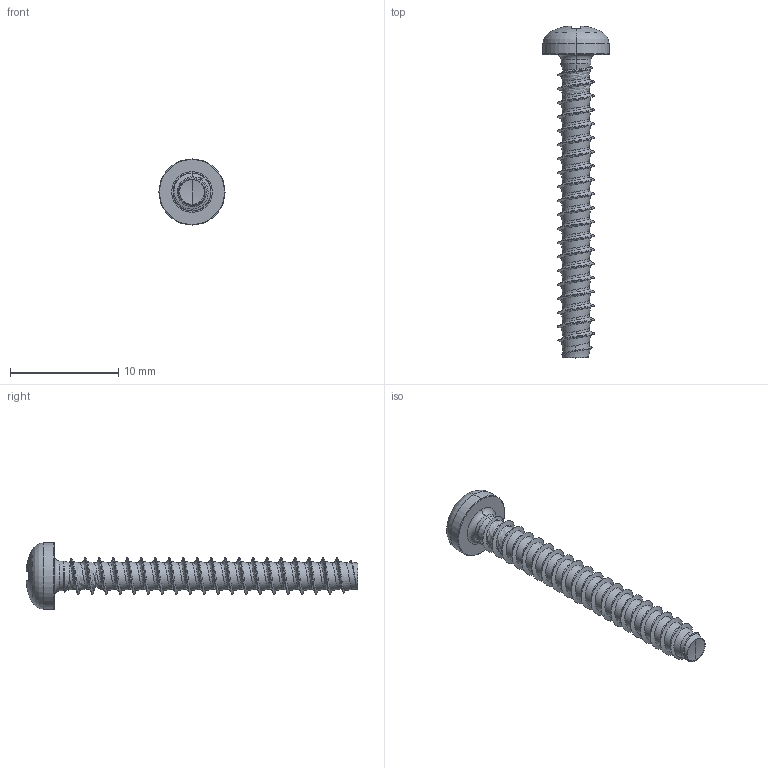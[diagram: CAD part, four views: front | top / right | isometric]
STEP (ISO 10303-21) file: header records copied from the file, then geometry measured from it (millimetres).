
FILE_DESCRIPTION (( 'STEP AP203' ), '1' );
FILE_NAME ('STP220350280.STEP', '2020-09-03T16:27:06', ( '' ), ( '' ), 'SwSTEP 2.0', 'SolidWorks 2015', '' );
FILE_SCHEMA (( 'CONFIG_CONTROL_DESIGN' ));
Products named in the file (2): STP220350280
Bounding box: 6.1 x 30.63 x 6.1 mm (x, y, z)
Volume: 212.3 mm3; surface area: 461 mm2
Topology: 1 solids, 1 shells, 200 faces, 494 edges, 296 vertices
Faces by surface type: cylinder 67, bspline 55, plane 30, torus 20, sphere 20, cone 8
Entity records: 35781 total; most frequent: CARTESIAN_POINT 31546, ORIENTED_EDGE 984, DIRECTION 717, EDGE_CURVE 492, AXIS2_PLACEMENT_3D 303, VERTEX_POINT 296, EDGE_LOOP 202, ADVANCED_FACE 200
